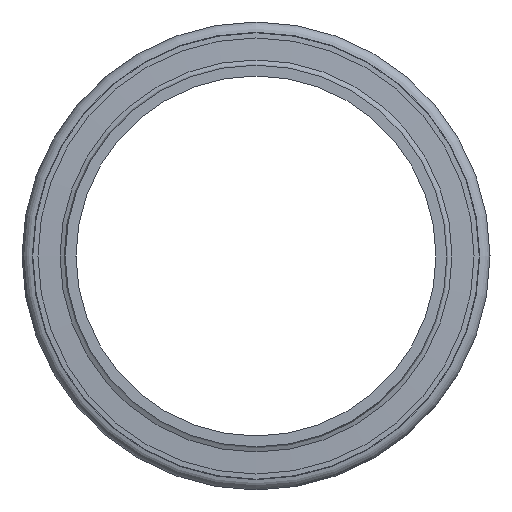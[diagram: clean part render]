
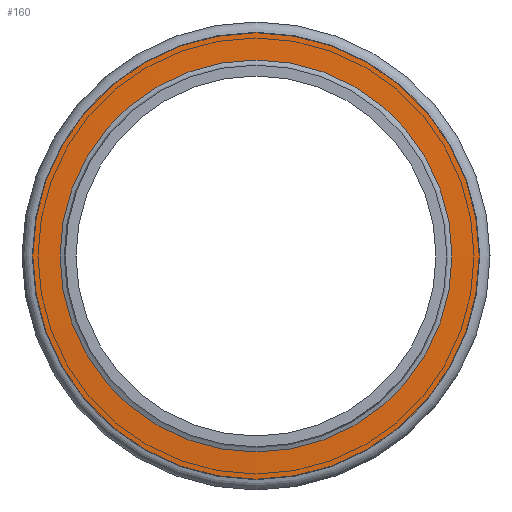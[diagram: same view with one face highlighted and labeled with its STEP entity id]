
A CAD part, left-side view. The second image highlights one B-rep face of the part: STEP entity #160.
In plain terms, the highlighted conical face has half-angle 87.5 degrees and reference radius 6.213 mm.
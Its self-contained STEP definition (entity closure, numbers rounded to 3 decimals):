
#160 = ADVANCED_FACE( '', ( #419, #420 ), #421, .T. );
#419 = FACE_BOUND( '', #683, .T. );
#420 = FACE_OUTER_BOUND( '', #684, .T. );
#421 = CONICAL_SURFACE( '', #685, 6.213, 1.527 );
#683 = EDGE_LOOP( '', ( #1117 ) );
#684 = EDGE_LOOP( '', ( #1118 ) );
#685 = AXIS2_PLACEMENT_3D( '', #1119, #1120, #1121 );
#1117 = ORIENTED_EDGE( '', *, *, #1218, .T. );
#1118 = ORIENTED_EDGE( '', *, *, #1217, .F. );
#1119 = CARTESIAN_POINT( '', ( 0.49, 0., 0. ) );
#1120 = DIRECTION( '', ( 1., 0., 0. ) );
#1121 = DIRECTION( '', ( 0., 0., -1. ) );
#1217 = EDGE_CURVE( '', #1390, #1390, #1391, .T. );
#1218 = EDGE_CURVE( '', #1392, #1392, #1393, .T. );
#1390 = VERTEX_POINT( '', #1566 );
#1391 = CIRCLE( '', #1567, 6.213 );
#1392 = VERTEX_POINT( '', #1568 );
#1393 = CIRCLE( '', #1569, 5.443 );
#1566 = CARTESIAN_POINT( '', ( 0.49, 0., -6.213 ) );
#1567 = AXIS2_PLACEMENT_3D( '', #1827, #1828, #1829 );
#1568 = CARTESIAN_POINT( '', ( 0.456, 0., -5.443 ) );
#1569 = AXIS2_PLACEMENT_3D( '', #1830, #1831, #1832 );
#1827 = CARTESIAN_POINT( '', ( 0.49, 0., 0. ) );
#1828 = DIRECTION( '', ( 1., 0., 0. ) );
#1829 = DIRECTION( '', ( 0., 0., -1. ) );
#1830 = CARTESIAN_POINT( '', ( 0.456, 0., 0. ) );
#1831 = DIRECTION( '', ( 1., 0., 0. ) );
#1832 = DIRECTION( '', ( 0., 0., -1. ) );
